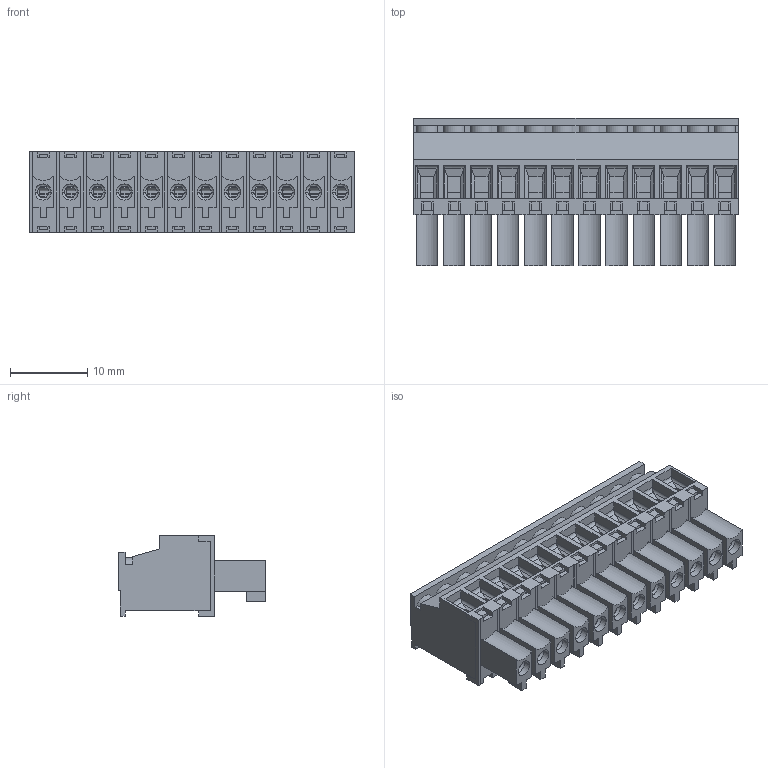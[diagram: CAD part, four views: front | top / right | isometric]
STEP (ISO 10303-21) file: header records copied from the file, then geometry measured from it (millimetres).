
FILE_DESCRIPTION (( 'STEP AP214' ), '1' );
FILE_NAME ('15EDGKB-3.5-12P-14-00AH.STEP', '2017-04-27T23:13:34', ( 'SIG' ), ( '' ), 'SwSTEP 2.0', 'SolidWorks 2014', '' );
FILE_SCHEMA (( 'AUTOMOTIVE_DESIGN' ));
Length unit declared in the file: millimetre
Products named in the file (44): 15EDGKB-3.5_screw; 15EDGKB-3.5_spring; 15EDGKB-3.5_klamper; 15EDGKB-3.5 bot-cap; 15EDGKB-3.5; 15EDGKB-3.5-12P-14-00AH
Assembly tree (38 placements, depth 2):
  15EDGKB-3.5_screw
  15EDGKB-3.5_spring
  15EDGKB-3.5_screw
  15EDGKB-3.5_spring
  15EDGKB-3.5_spring
Bounding box: 42 x 19.1 x 10.4 mm (x, y, z)
Volume: 3345.9 mm3; surface area: 12382 mm2
Topology: 38 solids, 38 shells, 2798 faces, 6894 edges, 4160 vertices
Faces by surface type: plane 2222, cylinder 492, torus 60, cone 24
Entity records: 44707 total; most frequent: CARTESIAN_POINT 7979, ORIENTED_EDGE 7738, DIRECTION 7037, EDGE_CURVE 3869, VECTOR 3439, LINE 3439, VERTEX_POINT 2477, AXIS2_PLACEMENT_3D 1799
